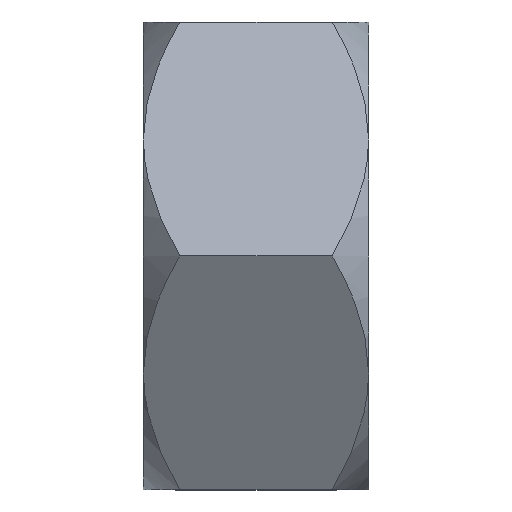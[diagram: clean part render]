
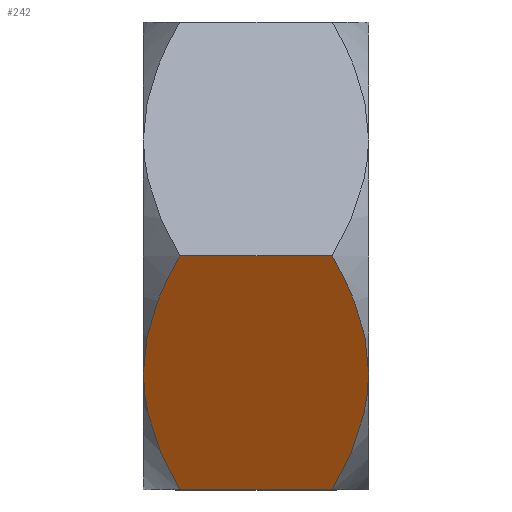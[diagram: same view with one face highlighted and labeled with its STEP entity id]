
A CAD part, left-side view. The second image highlights one B-rep face of the part: STEP entity #242.
In plain terms, the highlighted planar face has unit normal (-0.866, 0, -0.5).
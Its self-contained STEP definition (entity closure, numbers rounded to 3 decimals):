
#85 = VECTOR ( 'NONE', #3650, 1000. ) ;
#109 = CARTESIAN_POINT ( 'NONE',  ( -2.25, 1.25, -1.299 ) ) ;
#127 = CARTESIAN_POINT ( 'NONE',  ( -1.738, 1.066, -2.186 ) ) ;
#222 = VERTEX_POINT ( 'NONE', #3203 ) ;
#242 = ADVANCED_FACE ( 'NONE', ( #743 ), #3279, .F. ) ;
#256 = B_SPLINE_CURVE_WITH_KNOTS ( 'NONE', 3,
 ( #1130, #2539, #366, #1178, #2585, #769 ),
 .UNSPECIFIED., .F., .F.,
 ( 4, 2, 4 ),
 ( 0.002, 0.002, 0.003 ),
 .UNSPECIFIED. ) ;
#325 = EDGE_CURVE ( 'NONE', #3820, #2554, #256, .T. ) ;
#366 = CARTESIAN_POINT ( 'NONE',  ( -2.509, 1.21, -0.851 ) ) ;
#537 = CARTESIAN_POINT ( 'NONE',  ( -1.988, -1.201, -1.753 ) ) ;
#640 = CARTESIAN_POINT ( 'NONE',  ( -3., 1.25, 0. ) ) ;
#686 = B_SPLINE_CURVE_WITH_KNOTS ( 'NONE', 3,
 ( #2387, #3803, #3106, #4490, #3441, #1744 ),
 .UNSPECIFIED., .F., .F.,
 ( 4, 2, 4 ),
 ( 0.002, 0.002, 0.003 ),
 .UNSPECIFIED. ) ;
#743 = FACE_OUTER_BOUND ( 'NONE', #2779, .T. ) ;
#769 = CARTESIAN_POINT ( 'NONE',  ( -3., 0.848, 0. ) ) ;
#893 = CARTESIAN_POINT ( 'NONE',  ( -1.618, 0.966, -2.394 ) ) ;
#956 = CARTESIAN_POINT ( 'NONE',  ( -1.5, -0.848, -2.598 ) ) ;
#1048 = EDGE_CURVE ( 'NONE', #4140, #3820, #4321, .T. ) ;
#1119 = ORIENTED_EDGE ( 'NONE', *, *, #2555, .T. ) ;
#1130 = CARTESIAN_POINT ( 'NONE',  ( -2.25, 1.25, -1.299 ) ) ;
#1178 = CARTESIAN_POINT ( 'NONE',  ( -2.762, 1.066, -0.413 ) ) ;
#1190 = ORIENTED_EDGE ( 'NONE', *, *, #1048, .F. ) ;
#1282 = CARTESIAN_POINT ( 'NONE',  ( -2.118, -1.24, -1.528 ) ) ;
#1341 = DIRECTION ( 'NONE',  ( 0., -1., 0. ) ) ;
#1464 = CARTESIAN_POINT ( 'NONE',  ( -3., -0.848, 0. ) ) ;
#1473 = DIRECTION ( 'NONE',  ( 0.5, 0., -0.866 ) ) ;
#1518 = LINE ( 'NONE', #4337, #85 ) ;
#1649 = VERTEX_POINT ( 'NONE', #4096 ) ;
#1744 = CARTESIAN_POINT ( 'NONE',  ( -3., -0.848, 0. ) ) ;
#1918 = CARTESIAN_POINT ( 'NONE',  ( -1.925, -1.172, -1.862 ) ) ;
#2091 = LINE ( 'NONE', #640, #2308 ) ;
#2168 = CARTESIAN_POINT ( 'NONE',  ( -1.5, 1.25, -2.598 ) ) ;
#2188 = ORIENTED_EDGE ( 'NONE', *, *, #2266, .T. ) ;
#2266 = EDGE_CURVE ( 'NONE', #222, #1649, #2962, .T. ) ;
#2308 = VECTOR ( 'NONE', #1341, 1000. ) ;
#2324 = CARTESIAN_POINT ( 'NONE',  ( -2.25, -1.25, -1.299 ) ) ;
#2346 = CARTESIAN_POINT ( 'NONE',  ( -2.184, -1.25, -1.413 ) ) ;
#2387 = CARTESIAN_POINT ( 'NONE',  ( -2.25, -1.25, -1.299 ) ) ;
#2503 = AXIS2_PLACEMENT_3D ( 'NONE', #2168, #3652, #1473 ) ;
#2539 = CARTESIAN_POINT ( 'NONE',  ( -2.38, 1.25, -1.073 ) ) ;
#2554 = VERTEX_POINT ( 'NONE', #4215 ) ;
#2555 = EDGE_CURVE ( 'NONE', #1649, #4307, #686, .T. ) ;
#2585 = CARTESIAN_POINT ( 'NONE',  ( -2.883, 0.966, -0.203 ) ) ;
#2758 = ORIENTED_EDGE ( 'NONE', *, *, #3196, .T. ) ;
#2779 = EDGE_LOOP ( 'NONE', ( #2758, #2188, #1119, #4187, #3363, #1190 ) ) ;
#2962 = B_SPLINE_CURVE_WITH_KNOTS ( 'NONE', 3,
 ( #956, #4111, #3762, #1918, #537, #1282, #2346, #2324 ),
 .UNSPECIFIED., .F., .F.,
 ( 4, 2, 2, 4 ),
 ( 0., 0.001, 0.001, 0.002 ),
 .UNSPECIFIED. ) ;
#3103 = CARTESIAN_POINT ( 'NONE',  ( -2.25, 1.25, -1.299 ) ) ;
#3106 = CARTESIAN_POINT ( 'NONE',  ( -2.509, -1.21, -0.851 ) ) ;
#3196 = EDGE_CURVE ( 'NONE', #4140, #222, #1518, .T. ) ;
#3203 = CARTESIAN_POINT ( 'NONE',  ( -1.5, -0.848, -2.598 ) ) ;
#3279 = PLANE ( 'NONE',  #2503 ) ;
#3363 = ORIENTED_EDGE ( 'NONE', *, *, #325, .F. ) ;
#3382 = CARTESIAN_POINT ( 'NONE',  ( -1.5, 0.848, -2.598 ) ) ;
#3441 = CARTESIAN_POINT ( 'NONE',  ( -2.883, -0.966, -0.203 ) ) ;
#3650 = DIRECTION ( 'NONE',  ( 0., -1., 0. ) ) ;
#3652 = DIRECTION ( 'NONE',  ( 0.866, 0., 0.5 ) ) ;
#3707 = CARTESIAN_POINT ( 'NONE',  ( -2.184, 1.25, -1.413 ) ) ;
#3762 = CARTESIAN_POINT ( 'NONE',  ( -1.738, -1.066, -2.186 ) ) ;
#3803 = CARTESIAN_POINT ( 'NONE',  ( -2.38, -1.25, -1.073 ) ) ;
#3820 = VERTEX_POINT ( 'NONE', #3103 ) ;
#4052 = EDGE_CURVE ( 'NONE', #2554, #4307, #2091, .T. ) ;
#4053 = CARTESIAN_POINT ( 'NONE',  ( -2.118, 1.24, -1.528 ) ) ;
#4096 = CARTESIAN_POINT ( 'NONE',  ( -2.25, -1.25, -1.299 ) ) ;
#4111 = CARTESIAN_POINT ( 'NONE',  ( -1.618, -0.966, -2.394 ) ) ;
#4140 = VERTEX_POINT ( 'NONE', #4235 ) ;
#4187 = ORIENTED_EDGE ( 'NONE', *, *, #4052, .F. ) ;
#4215 = CARTESIAN_POINT ( 'NONE',  ( -3., 0.848, 0. ) ) ;
#4235 = CARTESIAN_POINT ( 'NONE',  ( -1.5, 0.848, -2.598 ) ) ;
#4307 = VERTEX_POINT ( 'NONE', #1464 ) ;
#4321 = B_SPLINE_CURVE_WITH_KNOTS ( 'NONE', 3,
 ( #3382, #893, #127, #4395, #4372, #4053, #3707, #109 ),
 .UNSPECIFIED., .F., .F.,
 ( 4, 2, 2, 4 ),
 ( 0., 0.001, 0.001, 0.002 ),
 .UNSPECIFIED. ) ;
#4337 = CARTESIAN_POINT ( 'NONE',  ( -1.5, 1.25, -2.598 ) ) ;
#4372 = CARTESIAN_POINT ( 'NONE',  ( -1.988, 1.201, -1.753 ) ) ;
#4395 = CARTESIAN_POINT ( 'NONE',  ( -1.925, 1.172, -1.862 ) ) ;
#4490 = CARTESIAN_POINT ( 'NONE',  ( -2.762, -1.066, -0.413 ) ) ;
